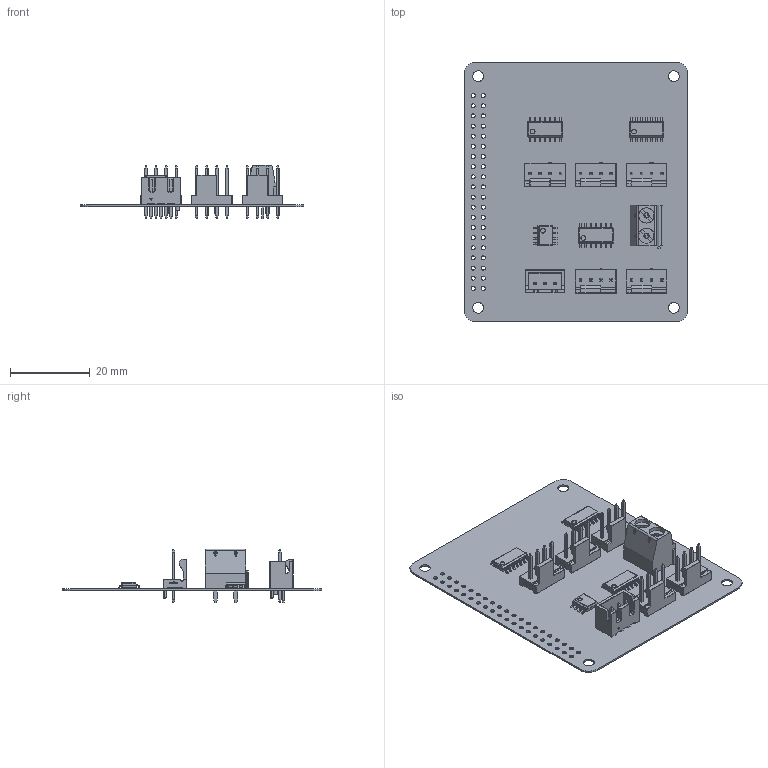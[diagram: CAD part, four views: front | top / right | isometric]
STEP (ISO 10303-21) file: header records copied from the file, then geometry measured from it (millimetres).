
FILE_DESCRIPTION(('Open CASCADE Model'),'2;1');
FILE_NAME('Open CASCADE Shape Model','2022-12-29T12:01:49',('Author'),( 'Open CASCADE'),'Open CASCADE STEP processor 7.5','Open CASCADE 7.5' ,'Unknown');
FILE_SCHEMA(('AUTOMOTIVE_DESIGN { 1 0 10303 214 1 1 1 1 }'));
Length unit declared in the file: millimetre
Products named in the file (40): PCB; Board; Open CASCADE STEP translator 7.5 1.1.1; U5; SOIC-8akaD0008AakaM08A; M08A_ASM_82_ASM; BODY_M08A_35; LEAD_M08A_57; TIEBAR_M08A_2_ASM; MANIFOLD_SOLID_BREP_2784; MANIFOLD_SOLID_BREP_2935; MANIFOLD_SOLID_BREP_3086; MANIFOLD_SOLID_BREP_3237; Jdmx; Conn_JST_B3B-XH-AM_LF_SN_eec; 1; 2; Pin1_Triangle; JST; J5v; 1729128; mkdsn_1.5-2-5.08; J1_2; Conn_Molex_47053-1000_eec; 47053-1000; Molex; J1_1; J1_0; J0_1; J0_0; U4; SOIC-14akaD0014AakaM14A; M14A_ASM_33_ASM; BODY_M14A_20; LEAD_M14A_46; U3; U2
Assembly tree (65 placements, depth 6):
  PCB
    Board
      Open CASCADE STEP translator 7.5 1.1.1
    U5
      SOIC-8akaD0008AakaM08A
        M08A_ASM_82_ASM
          BODY_M08A_35
          LEAD_M08A_57  x8
          TIEBAR_M08A_2_ASM
            MANIFOLD_SOLID_BREP_2784
            MANIFOLD_SOLID_BREP_2935
            MANIFOLD_SOLID_BREP_3086
            MANIFOLD_SOLID_BREP_3237
    Jdmx
      Conn_JST_B3B-XH-AM_LF_SN_eec
        1
        2
        Pin1_Triangle
        JST
    J5v
      1729128
        mkdsn_1.5-2-5.08
    J1_2
      Conn_Molex_47053-1000_eec
        47053-1000
          1
          2
          Pin1_Triangle
          Molex
    J1_1
      Conn_Molex_47053-1000_eec
        47053-1000
          1
          2
          Pin1_Triangle
          Molex
    J1_0
      Conn_Molex_47053-1000_eec
        47053-1000
          1
          2
          Pin1_Triangle
          Molex
    J0_1
      Conn_Molex_47053-1000_eec
        47053-1000
          1
          2
          Pin1_Triangle
          Molex
    J0_0
      Conn_Molex_47053-1000_eec
        47053-1000
          1
          2
          Pin1_Triangle
          Molex
    U4
      SOIC-14akaD0014AakaM14A
        M14A_ASM_33_ASM
Bounding box: 56.11 x 65.11 x 13.51 mm (x, y, z)
Volume: 3430.9 mm3; surface area: 11158.4 mm2
Topology: 123 solids, 123 shells, 3918 faces, 9002 edges, 5348 vertices
Faces by surface type: plane 1638, cylinder 1346, sphere 516, bspline 393, torus 16, cone 9
Full cylindrical faces by diameter (mm): 0.9 x3, 1 x1, 1.016 x40, 1.02 x20, 1.1 x1, 1.25 x5, 1.3 x2, 2.75 x4
Entity records: 43125 total; most frequent: CARTESIAN_POINT 8135, DIRECTION 6139, ORIENTED_EDGE 5928, EDGE_CURVE 2964, AXIS2_PLACEMENT_3D 2200, VERTEX_POINT 1752, LINE 1739, VECTOR 1739
